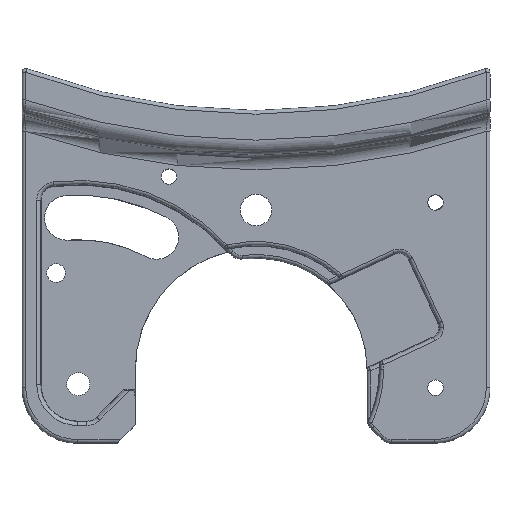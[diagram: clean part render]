
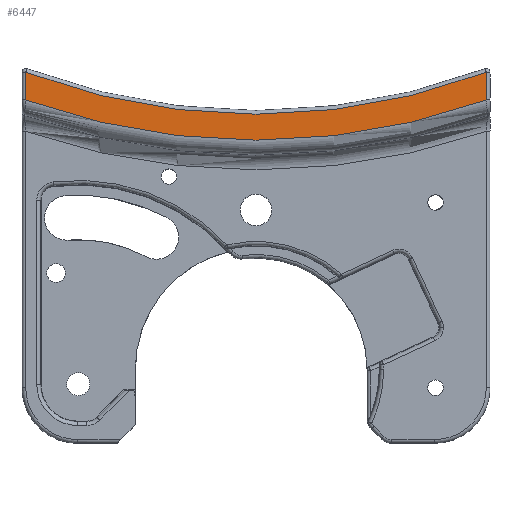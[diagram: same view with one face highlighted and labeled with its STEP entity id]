
A CAD part, top view. The second image highlights one B-rep face of the part: STEP entity #6447.
In plain terms, the highlighted planar face has unit normal (0, 0, 1).
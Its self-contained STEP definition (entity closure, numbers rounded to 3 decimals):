
#290 = DIRECTION ( 'NONE',  ( 1., 0., 0. ) ) ;
#412 = CARTESIAN_POINT ( 'NONE',  ( 62.2, 372.711, 75.7 ) ) ;
#1093 = CARTESIAN_POINT ( 'NONE',  ( -62.2, 545.347, 75.7 ) ) ;
#1129 = DIRECTION ( 'NONE',  ( 0., 0., 1. ) ) ;
#1214 = DIRECTION ( 'NONE',  ( 0., 0., 1. ) ) ;
#1338 = CARTESIAN_POINT ( 'NONE',  ( 0., 545.347, 75.7 ) ) ;
#1547 = CARTESIAN_POINT ( 'NONE',  ( -62.2, 380.17, 75.7 ) ) ;
#1767 = PLANE ( 'NONE',  #4536 ) ;
#1954 = CIRCLE ( 'NONE', #7753, 176.5 ) ;
#1974 = DIRECTION ( 'NONE',  ( 1., 0., 0. ) ) ;
#2360 = ORIENTED_EDGE ( 'NONE', *, *, #4521, .T. ) ;
#3199 = EDGE_LOOP ( 'NONE', ( #2360, #6694, #5085, #7522 ) ) ;
#3244 = FACE_OUTER_BOUND ( 'NONE', #3199, .T. ) ;
#3305 = VECTOR ( 'NONE', #6258, 1000. ) ;
#3344 = CARTESIAN_POINT ( 'NONE',  ( 0., 545.347, 75.7 ) ) ;
#3515 = DIRECTION ( 'NONE',  ( 0., 0., -1. ) ) ;
#3851 = VECTOR ( 'NONE', #4427, 1000. ) ;
#4198 = VERTEX_POINT ( 'NONE', #6268 ) ;
#4268 = CIRCLE ( 'NONE', #6413, 183.5 ) ;
#4286 = LINE ( 'NONE', #1093, #3305 ) ;
#4427 = DIRECTION ( 'NONE',  ( 0., 1., 0. ) ) ;
#4521 = EDGE_CURVE ( 'NONE', #4198, #5403, #1954, .T. ) ;
#4536 = AXIS2_PLACEMENT_3D ( 'NONE', #6342, #1129, #5821 ) ;
#4585 = EDGE_CURVE ( 'NONE', #5403, #6581, #4286, .T. ) ;
#4698 = CARTESIAN_POINT ( 'NONE',  ( -62.2, 372.711, 75.7 ) ) ;
#4983 = VERTEX_POINT ( 'NONE', #412 ) ;
#5085 = ORIENTED_EDGE ( 'NONE', *, *, #5915, .T. ) ;
#5403 = VERTEX_POINT ( 'NONE', #1547 ) ;
#5439 = EDGE_CURVE ( 'NONE', #4983, #4198, #7035, .T. ) ;
#5821 = DIRECTION ( 'NONE',  ( 1., 0., 0. ) ) ;
#5915 = EDGE_CURVE ( 'NONE', #6581, #4983, #4268, .T. ) ;
#6258 = DIRECTION ( 'NONE',  ( 0., -1., 0. ) ) ;
#6268 = CARTESIAN_POINT ( 'NONE',  ( 62.2, 380.17, 75.7 ) ) ;
#6328 = CARTESIAN_POINT ( 'NONE',  ( 62.2, 545.347, 75.7 ) ) ;
#6342 = CARTESIAN_POINT ( 'NONE',  ( 0., 545.347, 75.7 ) ) ;
#6413 = AXIS2_PLACEMENT_3D ( 'NONE', #1338, #1214, #1974 ) ;
#6447 = ADVANCED_FACE ( 'NONE', ( #3244 ), #1767, .T. ) ;
#6581 = VERTEX_POINT ( 'NONE', #4698 ) ;
#6694 = ORIENTED_EDGE ( 'NONE', *, *, #4585, .T. ) ;
#7035 = LINE ( 'NONE', #6328, #3851 ) ;
#7522 = ORIENTED_EDGE ( 'NONE', *, *, #5439, .T. ) ;
#7753 = AXIS2_PLACEMENT_3D ( 'NONE', #3344, #3515, #290 ) ;
